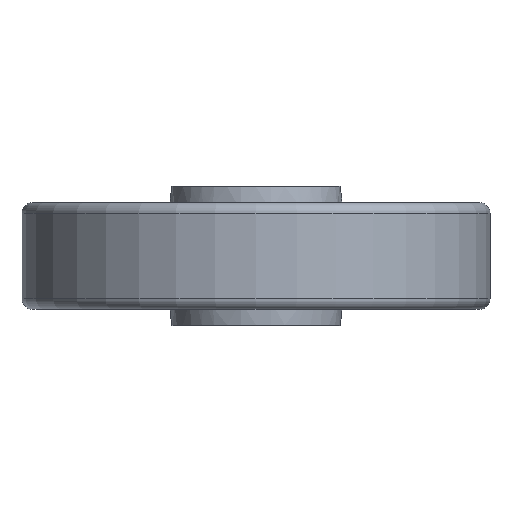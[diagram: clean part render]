
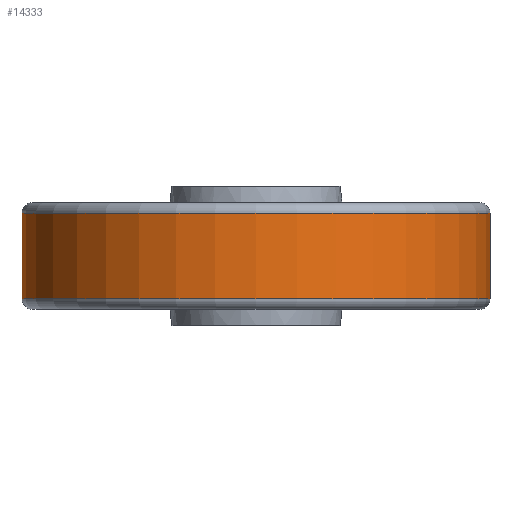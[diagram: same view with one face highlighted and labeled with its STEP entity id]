
A CAD part, front view. The second image highlights one B-rep face of the part: STEP entity #14333.
In plain terms, the highlighted cylindrical face has radius 87.5 mm (diameter 175 mm), a partial arc.
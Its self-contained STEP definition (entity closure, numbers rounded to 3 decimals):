
#66 = VERTEX_POINT ( 'NONE', #11798 ) ;
#1989 = CIRCLE ( 'NONE', #9067, 87.5 ) ;
#2367 = ORIENTED_EDGE ( 'NONE', *, *, #13112, .T. ) ;
#2413 = DIRECTION ( 'NONE',  ( 0., 0., -1. ) ) ;
#2765 = VERTEX_POINT ( 'NONE', #6936 ) ;
#2818 = ORIENTED_EDGE ( 'NONE', *, *, #5749, .F. ) ;
#3976 = CIRCLE ( 'NONE', #13516, 87.5 ) ;
#4696 = CARTESIAN_POINT ( 'NONE',  ( 87.5, 0., 16. ) ) ;
#4745 = CYLINDRICAL_SURFACE ( 'NONE', #17384, 87.5 ) ;
#5331 = CARTESIAN_POINT ( 'NONE',  ( -87.5, 0., 0. ) ) ;
#5498 = DIRECTION ( 'NONE',  ( -1., 0., 0. ) ) ;
#5749 = EDGE_CURVE ( 'NONE', #10578, #17264, #10700, .T. ) ;
#6936 = CARTESIAN_POINT ( 'NONE',  ( -87.5, 0., 16. ) ) ;
#7046 = LINE ( 'NONE', #5331, #7509 ) ;
#7509 = VECTOR ( 'NONE', #12944, 1000. ) ;
#9067 = AXIS2_PLACEMENT_3D ( 'NONE', #14074, #2413, #12840 ) ;
#9644 = VECTOR ( 'NONE', #16371, 1000. ) ;
#10436 = FACE_OUTER_BOUND ( 'NONE', #16313, .T. ) ;
#10578 = VERTEX_POINT ( 'NONE', #4696 ) ;
#10700 = LINE ( 'NONE', #16558, #9644 ) ;
#11497 = DIRECTION ( 'NONE',  ( 0., 0., 1. ) ) ;
#11716 = EDGE_CURVE ( 'NONE', #66, #17264, #3976, .T. ) ;
#11798 = CARTESIAN_POINT ( 'NONE',  ( -87.5, 0., -16. ) ) ;
#12840 = DIRECTION ( 'NONE',  ( 1., 0., 0. ) ) ;
#12943 = EDGE_CURVE ( 'NONE', #2765, #66, #7046, .T. ) ;
#12944 = DIRECTION ( 'NONE',  ( 0., 0., -1. ) ) ;
#13112 = EDGE_CURVE ( 'NONE', #10578, #2765, #1989, .T. ) ;
#13516 = AXIS2_PLACEMENT_3D ( 'NONE', #17351, #11497, #17719 ) ;
#14074 = CARTESIAN_POINT ( 'NONE',  ( 0., 0., 16. ) ) ;
#14333 = ADVANCED_FACE ( 'NONE', ( #10436 ), #4745, .T. ) ;
#15369 = CARTESIAN_POINT ( 'NONE',  ( 87.5, 0., -16. ) ) ;
#15989 = CARTESIAN_POINT ( 'NONE',  ( 0., 0., 0. ) ) ;
#16091 = ORIENTED_EDGE ( 'NONE', *, *, #12943, .T. ) ;
#16313 = EDGE_LOOP ( 'NONE', ( #2818, #2367, #16091, #18289 ) ) ;
#16371 = DIRECTION ( 'NONE',  ( 0., 0., -1. ) ) ;
#16558 = CARTESIAN_POINT ( 'NONE',  ( 87.5, 0., 0. ) ) ;
#17264 = VERTEX_POINT ( 'NONE', #15369 ) ;
#17351 = CARTESIAN_POINT ( 'NONE',  ( 0., 0., -16. ) ) ;
#17384 = AXIS2_PLACEMENT_3D ( 'NONE', #15989, #18763, #5498 ) ;
#17719 = DIRECTION ( 'NONE',  ( -1., 0., 0. ) ) ;
#18289 = ORIENTED_EDGE ( 'NONE', *, *, #11716, .T. ) ;
#18763 = DIRECTION ( 'NONE',  ( 0., 0., -1. ) ) ;
